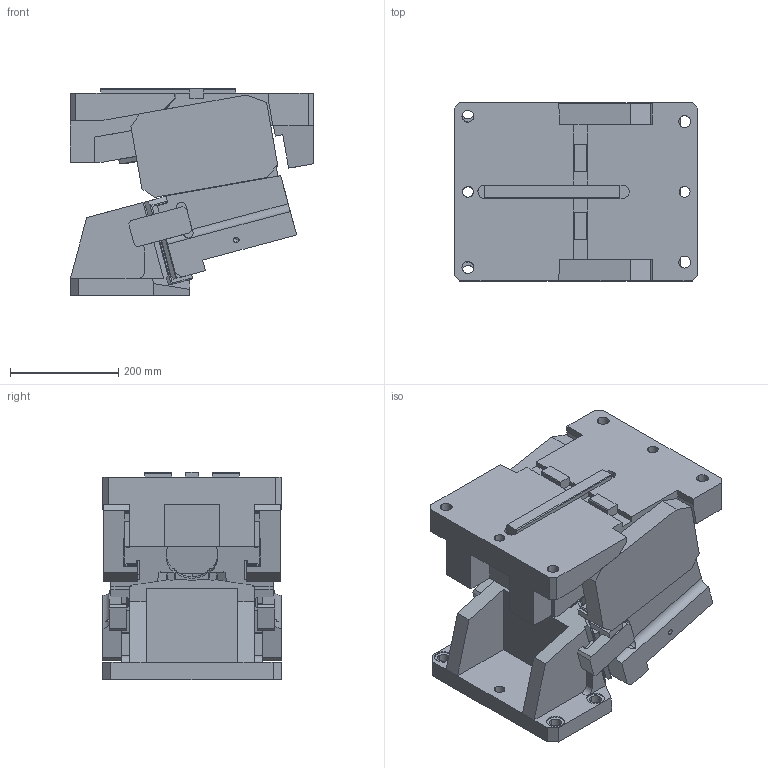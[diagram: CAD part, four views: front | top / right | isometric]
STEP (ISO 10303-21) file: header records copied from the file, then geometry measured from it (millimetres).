
FILE_DESCRIPTION(('CATIA V5 STEP Exchange'),'2;1');
FILE_NAME('CACV_F_330_75.stp','2015-04-27T07:00:12+00:00',('none'),('none'),'CATIA Version 5 Release 19 SP 2 (IN-10)','CATIA V5 STEP AP203','none');
FILE_SCHEMA(('CONFIG_CONTROL_DESIGN'));
Length unit declared in the file: millimetre
Products named in the file (1): CACV_F_330_75
Bounding box: 450 x 330 x 384 mm (x, y, z)
Volume: 31272266.1 mm3; surface area: 1516463 mm2
Topology: 3 solids, 7 shells, 625 faces, 1789 edges, 1175 vertices
Faces by surface type: plane 448, cylinder 163, cone 14
Entity records: 21045 total; most frequent: CARTESIAN_POINT 5356, ORIENTED_EDGE 3566, DIRECTION 2682, EDGE_CURVE 1783, VECTOR 1415, LINE 1415, VERTEX_POINT 1175, AXIS2_PLACEMENT_3D 729
